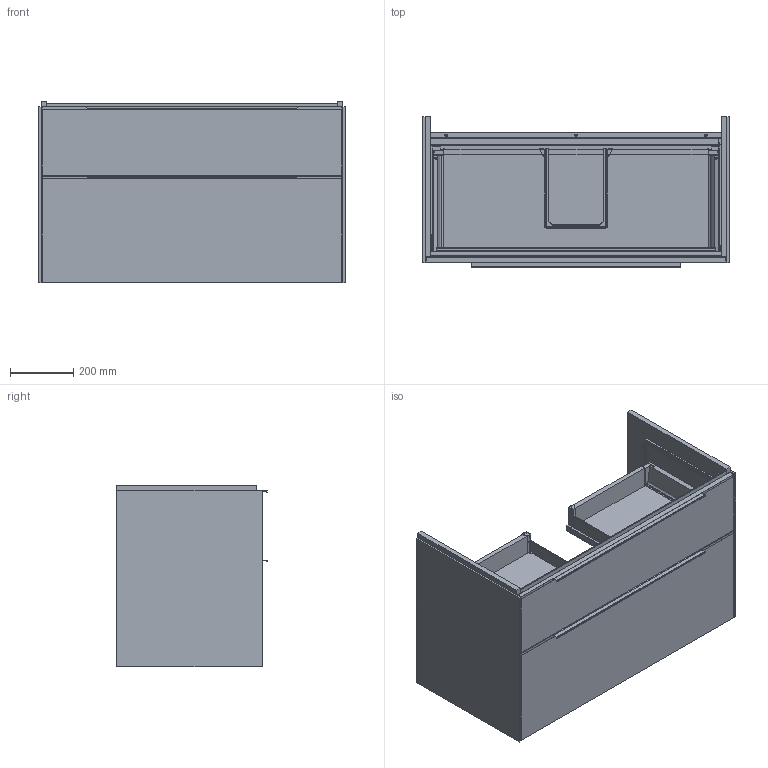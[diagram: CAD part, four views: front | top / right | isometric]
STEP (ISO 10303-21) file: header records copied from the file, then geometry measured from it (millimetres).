
FILE_DESCRIPTION(/* description */ (''),/* implementation_level */ '2;1');
FILE_NAME(/* name */ 'TK125_C5700Z_RFS.stp',/* time_stamp */ '2020-12-01T09:40:29+01:00',/* author */ ('StegeR'),/* organization */ (''),/* preprocessor_version */ 'ST-DEVELOPER v16.1',/* originating_system */ 'Autodesk Inventor 2016',/* authorisation */ '');
FILE_SCHEMA (('AUTOMOTIVE_DESIGN { 1 0 10303 214 3 1 1 }'));
Products named in the file (1): TK125_C5700Z_RFS
Bounding box: 973 x 478 x 576 mm (x, y, z)
Volume: 43026187.8 mm3; surface area: 7741124.4 mm2
Topology: 50 solids, 51 shells, 2568 faces, 6944 edges, 4574 vertices
Faces by surface type: plane 1762, cylinder 745, bspline 22, torus 14, cone 13, sphere 12
Full cylindrical faces by diameter (mm): 2.5 x2, 3 x2, 3.8 x1, 4 x10, 5 x15, 5.1 x4, 6 x16, 7.2 x2, 10 x2, 12 x2, 12.2 x2, 25 x2, 26 x2
Entity records: 80889 total; most frequent: CARTESIAN_POINT 14614, ORIENTED_EDGE 13716, DIRECTION 13486, EDGE_CURVE 6856, LINE 5260, VECTOR 5260, VERTEX_POINT 4561, AXIS2_PLACEMENT_3D 4113
